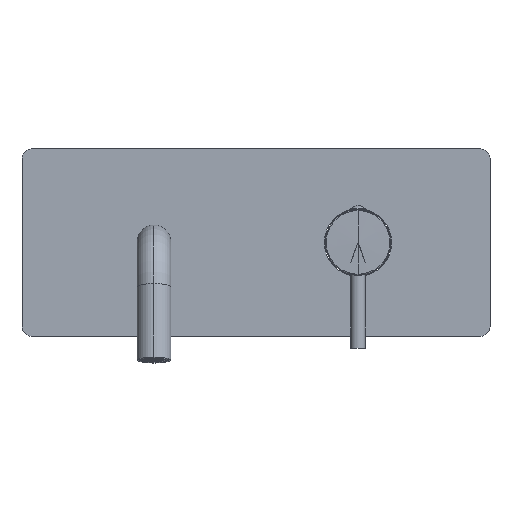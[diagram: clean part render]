
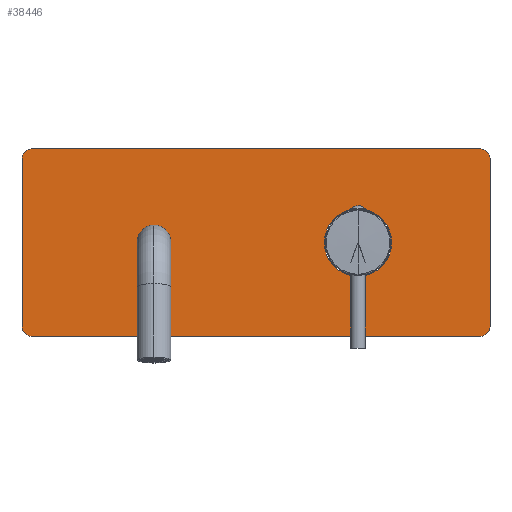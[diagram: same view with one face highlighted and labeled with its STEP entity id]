
A CAD part, top view. The second image highlights one B-rep face of the part: STEP entity #38446.
In plain terms, the highlighted planar face has unit normal (0, 0, 1).
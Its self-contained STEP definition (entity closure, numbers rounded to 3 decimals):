
#27965=CARTESIAN_POINT('',(65.5,45.,50.));
#27966=DIRECTION('',(0.,0.,1.));
#27967=DIRECTION('',(1.,0.,0.));
#27968=AXIS2_PLACEMENT_3D('',#27965,#27966,#27967);
#27970=DIRECTION('',(0.,1.,0.));
#27971=VECTOR('',#27970,90.);
#27972=CARTESIAN_POINT('',(70.5,-45.,50.));
#27973=LINE('',#27972,#27971);
#27974=CARTESIAN_POINT('',(65.5,-45.,50.));
#27975=DIRECTION('',(0.,0.,1.));
#27976=DIRECTION('',(0.,-1.,0.));
#27977=AXIS2_PLACEMENT_3D('',#27974,#27975,#27976);
#27979=DIRECTION('',(1.,0.,0.));
#27980=VECTOR('',#27979,240.);
#27981=CARTESIAN_POINT('',(-174.5,-50.,50.));
#27982=LINE('',#27981,#27980);
#27983=CARTESIAN_POINT('',(-174.5,-45.,50.));
#27984=DIRECTION('',(0.,0.,1.));
#27985=DIRECTION('',(-1.,0.,0.));
#27986=AXIS2_PLACEMENT_3D('',#27983,#27984,#27985);
#27988=DIRECTION('',(0.,-1.,0.));
#27989=VECTOR('',#27988,90.);
#27990=CARTESIAN_POINT('',(-179.5,45.,50.));
#27991=LINE('',#27990,#27989);
#27992=CARTESIAN_POINT('',(-174.5,45.,50.));
#27993=DIRECTION('',(0.,0.,1.));
#27994=DIRECTION('',(0.,1.,0.));
#27995=AXIS2_PLACEMENT_3D('',#27992,#27993,#27994);
#27997=DIRECTION('',(-1.,0.,0.));
#27998=VECTOR('',#27997,240.);
#27999=CARTESIAN_POINT('',(65.5,50.,50.));
#28000=LINE('',#27999,#27998);
#28001=CARTESIAN_POINT('',(0.,0.,50.));
#28002=DIRECTION('',(0.,0.,-1.));
#28003=DIRECTION('',(1.,0.,0.));
#28004=AXIS2_PLACEMENT_3D('',#28001,#28002,#28003);
#28006=CARTESIAN_POINT('',(0.,0.,50.));
#28007=DIRECTION('',(0.,0.,-1.));
#28008=DIRECTION('',(-1.,0.,0.));
#28009=AXIS2_PLACEMENT_3D('',#28006,#28007,#28008);
#28011=CARTESIAN_POINT('',(-109.,0.,50.));
#28012=DIRECTION('',(0.,0.,1.));
#28013=DIRECTION('',(0.,-1.,0.));
#28014=AXIS2_PLACEMENT_3D('',#28011,#28012,#28013);
#28016=CARTESIAN_POINT('',(-109.,0.,50.));
#28017=DIRECTION('',(0.,0.,1.));
#28018=DIRECTION('',(0.,1.,0.));
#28019=AXIS2_PLACEMENT_3D('',#28016,#28017,#28018);
#36474=CARTESIAN_POINT('',(18.,0.,50.));
#36475=CARTESIAN_POINT('',(-18.,0.,50.));
#36476=VERTEX_POINT('',#36474);
#36477=VERTEX_POINT('',#36475);
#36482=CARTESIAN_POINT('',(70.5,45.,50.));
#36483=VERTEX_POINT('',#36482);
#36484=CARTESIAN_POINT('',(65.5,50.,50.));
#36485=VERTEX_POINT('',#36484);
#36490=CARTESIAN_POINT('',(-174.5,50.,50.));
#36491=VERTEX_POINT('',#36490);
#36492=CARTESIAN_POINT('',(-179.5,45.,50.));
#36493=VERTEX_POINT('',#36492);
#36498=CARTESIAN_POINT('',(-179.5,-45.,50.));
#36499=VERTEX_POINT('',#36498);
#36500=CARTESIAN_POINT('',(-174.5,-50.,50.));
#36501=VERTEX_POINT('',#36500);
#36506=CARTESIAN_POINT('',(65.5,-50.,50.));
#36507=VERTEX_POINT('',#36506);
#36508=CARTESIAN_POINT('',(70.5,-45.,50.));
#36509=VERTEX_POINT('',#36508);
#36574=CARTESIAN_POINT('',(-109.,-9.,50.));
#36575=CARTESIAN_POINT('',(-109.,9.,50.));
#36576=VERTEX_POINT('',#36574);
#36577=VERTEX_POINT('',#36575);
#38412=CARTESIAN_POINT('',(0.,0.,50.));
#38413=DIRECTION('',(0.,0.,1.));
#38414=DIRECTION('',(1.,0.,0.));
#38415=AXIS2_PLACEMENT_3D('',#38412,#38413,#38414);
#38416=PLANE('',#38415);
#38418=ORIENTED_EDGE('',*,*,#38417,.F.);
#38420=ORIENTED_EDGE('',*,*,#38419,.F.);
#38422=ORIENTED_EDGE('',*,*,#38421,.F.);
#38424=ORIENTED_EDGE('',*,*,#38423,.F.);
#38426=ORIENTED_EDGE('',*,*,#38425,.F.);
#38428=ORIENTED_EDGE('',*,*,#38427,.F.);
#38430=ORIENTED_EDGE('',*,*,#38429,.F.);
#38432=ORIENTED_EDGE('',*,*,#38431,.F.);
#38433=EDGE_LOOP('',(#38418,#38420,#38422,#38424,#38426,#38428,#38430,#38432));
#38434=FACE_OUTER_BOUND('',#38433,.F.);
#38436=ORIENTED_EDGE('',*,*,#38435,.F.);
#38438=ORIENTED_EDGE('',*,*,#38437,.F.);
#38439=EDGE_LOOP('',(#38436,#38438));
#38440=FACE_BOUND('',#38439,.F.);
#38442=ORIENTED_EDGE('',*,*,#38441,.T.);
#38443=ORIENTED_EDGE('',*,*,#38389,.T.);
#38444=EDGE_LOOP('',(#38442,#38443));
#38445=FACE_BOUND('',#38444,.F.);
#38446=ADVANCED_FACE('',(#38434,#38440,#38445),#38416,.T.);
#27969=CIRCLE('',#27968,5.);
#27978=CIRCLE('',#27977,5.);
#27987=CIRCLE('',#27986,5.);
#27996=CIRCLE('',#27995,5.);
#28005=CIRCLE('',#28004,18.);
#28010=CIRCLE('',#28009,18.);
#28015=CIRCLE('',#28014,9.);
#28020=CIRCLE('',#28019,9.);
#38389=EDGE_CURVE('',#36577,#36576,#28020,.T.);
#38417=EDGE_CURVE('',#36483,#36485,#27969,.T.);
#38419=EDGE_CURVE('',#36509,#36483,#27973,.T.);
#38421=EDGE_CURVE('',#36507,#36509,#27978,.T.);
#38423=EDGE_CURVE('',#36501,#36507,#27982,.T.);
#38425=EDGE_CURVE('',#36499,#36501,#27987,.T.);
#38427=EDGE_CURVE('',#36493,#36499,#27991,.T.);
#38429=EDGE_CURVE('',#36491,#36493,#27996,.T.);
#38431=EDGE_CURVE('',#36485,#36491,#28000,.T.);
#38435=EDGE_CURVE('',#36476,#36477,#28005,.T.);
#38437=EDGE_CURVE('',#36477,#36476,#28010,.T.);
#38441=EDGE_CURVE('',#36576,#36577,#28015,.T.);
